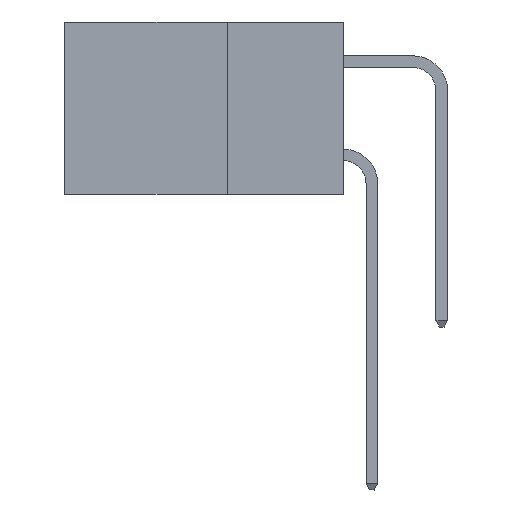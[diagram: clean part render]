
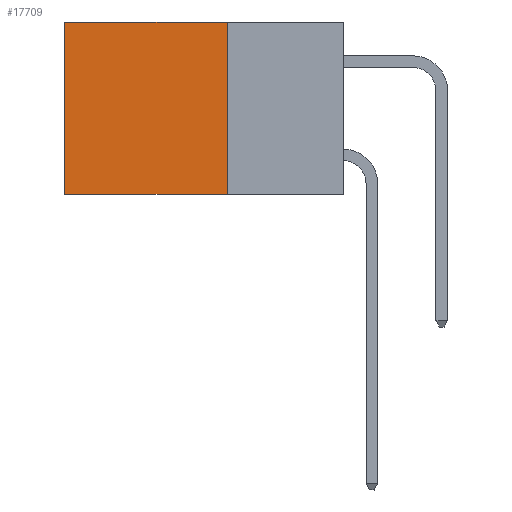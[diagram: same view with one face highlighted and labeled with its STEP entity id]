
A CAD part, left-side view. The second image highlights one B-rep face of the part: STEP entity #17709.
In plain terms, the highlighted planar face has unit normal (-1, 0, 0).
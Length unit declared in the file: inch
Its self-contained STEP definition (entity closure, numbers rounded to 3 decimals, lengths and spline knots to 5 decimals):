
#64 = FACE_OUTER_BOUND ( 'NONE', #6076, .T. ) ;
#915 = VECTOR ( 'NONE', #14883, 39.37008 ) ;
#957 = AXIS2_PLACEMENT_3D ( 'NONE', #23141, #5873, #11696 ) ;
#2318 = EDGE_CURVE ( 'NONE', #9827, #2815, #18009, .T. ) ;
#2815 = VERTEX_POINT ( 'NONE', #20773 ) ;
#4164 = EDGE_CURVE ( 'NONE', #22224, #15900, #7397, .T. ) ;
#4776 = EDGE_CURVE ( 'NONE', #9827, #22224, #10978, .T. ) ;
#4833 = LINE ( 'NONE', #12560, #9332 ) ;
#5873 = DIRECTION ( 'NONE',  ( 1., 0., 0. ) ) ;
#6076 = EDGE_LOOP ( 'NONE', ( #13121, #7281, #15272, #15646 ) ) ;
#7281 = ORIENTED_EDGE ( 'NONE', *, *, #4164, .F. ) ;
#7397 = LINE ( 'NONE', #13226, #19220 ) ;
#8189 = CARTESIAN_POINT ( 'NONE',  ( 0.2615, 0.6, -0.37 ) ) ;
#8941 = CARTESIAN_POINT ( 'NONE',  ( 0.2615, 0.25, -0.37 ) ) ;
#9332 = VECTOR ( 'NONE', #20227, 39.37008 ) ;
#9827 = VERTEX_POINT ( 'NONE', #11018 ) ;
#10978 = LINE ( 'NONE', #8941, #915 ) ;
#11018 = CARTESIAN_POINT ( 'NONE',  ( 0.2615, 0.25, 0. ) ) ;
#11696 = DIRECTION ( 'NONE',  ( 0., 0., -1. ) ) ;
#12560 = CARTESIAN_POINT ( 'NONE',  ( 0.2615, 0.6, -0.37 ) ) ;
#12570 = DIRECTION ( 'NONE',  ( 0., 1., 0. ) ) ;
#13121 = ORIENTED_EDGE ( 'NONE', *, *, #24543, .T. ) ;
#13226 = CARTESIAN_POINT ( 'NONE',  ( 0.2615, 0.25, -0.37 ) ) ;
#13560 = CARTESIAN_POINT ( 'NONE',  ( 0.2615, 0.25, -0.37 ) ) ;
#13603 = DIRECTION ( 'NONE',  ( 0., 1., 0. ) ) ;
#14883 = DIRECTION ( 'NONE',  ( 0., 0., -1. ) ) ;
#15272 = ORIENTED_EDGE ( 'NONE', *, *, #4776, .F. ) ;
#15461 = PLANE ( 'NONE',  #957 ) ;
#15646 = ORIENTED_EDGE ( 'NONE', *, *, #2318, .T. ) ;
#15900 = VERTEX_POINT ( 'NONE', #8189 ) ;
#16180 = VECTOR ( 'NONE', #12570, 39.37008 ) ;
#17709 = ADVANCED_FACE ( 'NONE', ( #64 ), #15461, .F. ) ;
#18009 = LINE ( 'NONE', #20114, #16180 ) ;
#19220 = VECTOR ( 'NONE', #13603, 39.37008 ) ;
#20114 = CARTESIAN_POINT ( 'NONE',  ( 0.2615, 0.25, 0. ) ) ;
#20227 = DIRECTION ( 'NONE',  ( 0., 0., -1. ) ) ;
#20773 = CARTESIAN_POINT ( 'NONE',  ( 0.2615, 0.6, 0. ) ) ;
#22224 = VERTEX_POINT ( 'NONE', #13560 ) ;
#23141 = CARTESIAN_POINT ( 'NONE',  ( 0.2615, 0.25, -0.37 ) ) ;
#24543 = EDGE_CURVE ( 'NONE', #2815, #15900, #4833, .T. ) ;
